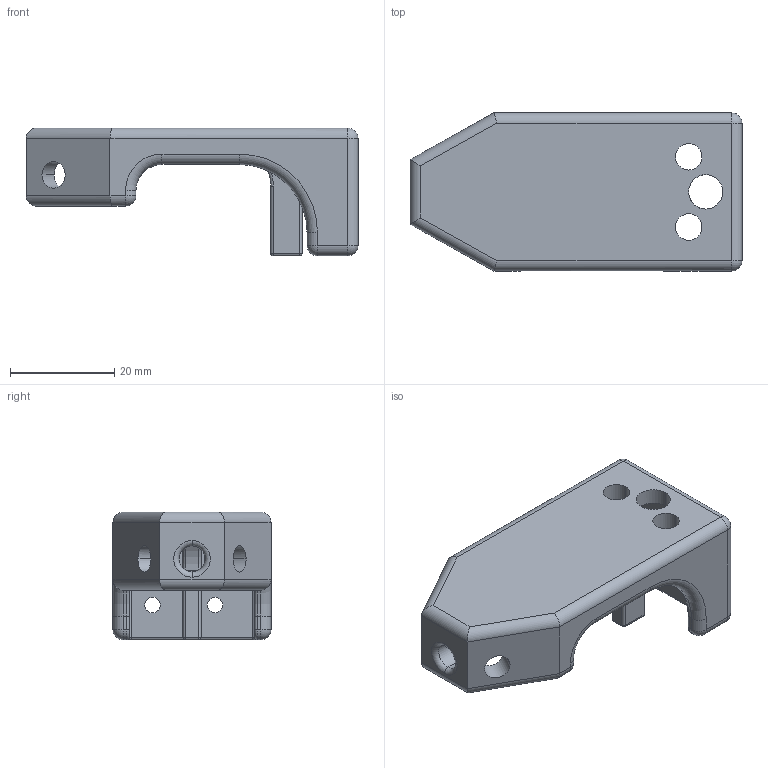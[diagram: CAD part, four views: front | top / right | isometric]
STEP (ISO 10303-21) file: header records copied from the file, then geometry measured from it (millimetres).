
FILE_DESCRIPTION (( 'STEP AP203' ), '1' );
FILE_NAME ('Carriage mk1_5.STEP', '2022-02-12T16:53:36', ( '' ), ( '' ), 'SwSTEP 2.0', 'SolidWorks 2020', '' );
FILE_SCHEMA (( 'CONFIG_CONTROL_DESIGN' ));
Length unit declared in the file: millimetre
Products named in the file (1): Carriage mk1_5
Bounding box: 63.84 x 30.4 x 24.58 mm (x, y, z)
Volume: 13684.1 mm3; surface area: 8534.4 mm2
Topology: 1 solids, 1 shells, 142 faces, 350 edges, 192 vertices
Faces by surface type: cylinder 81, plane 27, torus 18, sphere 14, bspline 2
Entity records: 4517 total; most frequent: CARTESIAN_POINT 1121, DIRECTION 746, ORIENTED_EDGE 668, EDGE_CURVE 334, AXIS2_PLACEMENT_3D 301, VERTEX_POINT 192, EDGE_LOOP 162, CIRCLE 160
